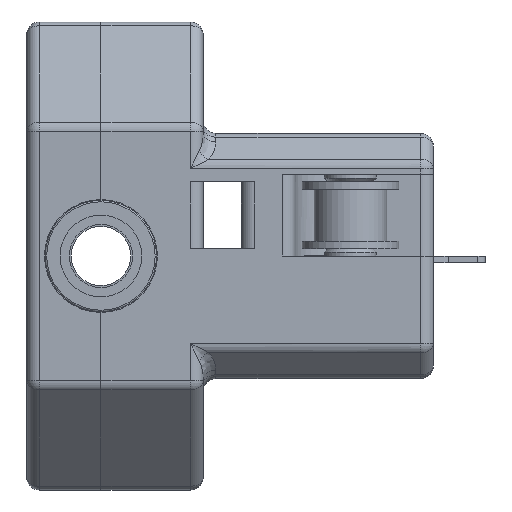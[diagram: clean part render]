
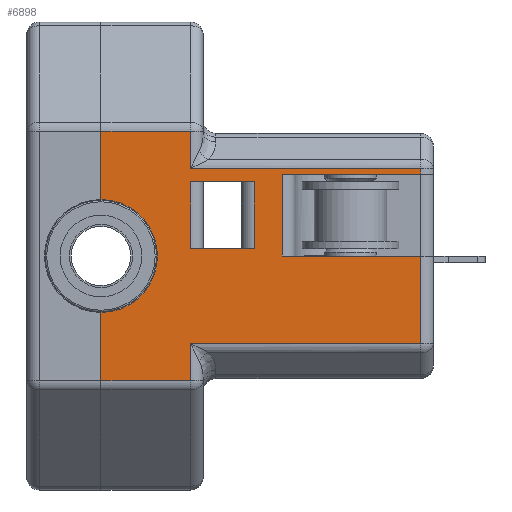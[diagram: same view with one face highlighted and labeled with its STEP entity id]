
A CAD part, front view. The second image highlights one B-rep face of the part: STEP entity #6898.
In plain terms, the highlighted planar face has unit normal (0, -1, 0).
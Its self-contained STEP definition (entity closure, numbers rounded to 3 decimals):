
#219=LINE('',#11047,#770);
#222=LINE('',#11059,#773);
#238=LINE('',#11136,#789);
#283=LINE('',#11257,#834);
#284=LINE('',#11261,#835);
#287=LINE('',#11275,#838);
#288=LINE('',#11277,#839);
#289=LINE('',#11279,#840);
#290=LINE('',#11283,#841);
#291=LINE('',#11285,#842);
#292=LINE('',#11286,#843);
#293=LINE('',#11288,#844);
#294=LINE('',#11289,#845);
#295=LINE('',#11292,#846);
#296=LINE('',#11294,#847);
#297=LINE('',#11296,#848);
#298=LINE('',#11297,#849);
#770=VECTOR('',#8892,10.);
#773=VECTOR('',#8903,10.);
#789=VECTOR('',#8997,10.);
#834=VECTOR('',#9102,10.);
#835=VECTOR('',#9107,10.);
#838=VECTOR('',#9120,10.);
#839=VECTOR('',#9121,10.);
#840=VECTOR('',#9122,10.);
#841=VECTOR('',#9125,10.);
#842=VECTOR('',#9126,1.7);
#843=VECTOR('',#9127,10.);
#844=VECTOR('',#9128,10.);
#845=VECTOR('',#9129,10.);
#846=VECTOR('',#9130,10.);
#847=VECTOR('',#9131,10.);
#848=VECTOR('',#9132,10.);
#849=VECTOR('',#9133,10.);
#1468=FACE_BOUND('',#2144,.T.);
#1675=FACE_OUTER_BOUND('',#2143,.T.);
#2143=EDGE_LOOP('',(#5274,#5275,#5276,#5277,#5278,#5279,#5280,#5281,#5282,
#5283,#5284,#5285,#5286,#5287));
#2144=EDGE_LOOP('',(#5288,#5289,#5290,#5291));
#2682=CIRCLE('',#7633,7.6);
#3060=VERTEX_POINT('',#11044);
#3061=VERTEX_POINT('',#11046);
#3063=VERTEX_POINT('',#11052);
#3066=VERTEX_POINT('',#11057);
#3088=VERTEX_POINT('',#11134);
#3134=VERTEX_POINT('',#11256);
#3135=VERTEX_POINT('',#11260);
#3141=VERTEX_POINT('',#11274);
#3142=VERTEX_POINT('',#11276);
#3143=VERTEX_POINT('',#11278);
#3144=VERTEX_POINT('',#11280);
#3145=VERTEX_POINT('',#11282);
#3146=VERTEX_POINT('',#11284);
#3147=VERTEX_POINT('',#11287);
#3148=VERTEX_POINT('',#11290);
#3149=VERTEX_POINT('',#11291);
#3150=VERTEX_POINT('',#11293);
#3151=VERTEX_POINT('',#11295);
#3783=EDGE_CURVE('',#3060,#3061,#219,.T.);
#3789=EDGE_CURVE('',#3066,#3063,#222,.T.);
#3828=EDGE_CURVE('',#3066,#3088,#238,.T.);
#3888=EDGE_CURVE('',#3134,#3061,#283,.T.);
#3890=EDGE_CURVE('',#3135,#3063,#284,.T.);
#3897=EDGE_CURVE('',#3141,#3088,#287,.T.);
#3898=EDGE_CURVE('',#3142,#3141,#288,.T.);
#3899=EDGE_CURVE('',#3143,#3142,#289,.T.);
#3900=EDGE_CURVE('',#3143,#3144,#2682,.T.);
#3901=EDGE_CURVE('',#3145,#3144,#290,.T.);
#3902=EDGE_CURVE('',#3146,#3145,#291,.T.);
#3903=EDGE_CURVE('',#3134,#3146,#292,.T.);
#3904=EDGE_CURVE('',#3060,#3147,#293,.T.);
#3905=EDGE_CURVE('',#3135,#3147,#294,.T.);
#3906=EDGE_CURVE('',#3148,#3149,#295,.T.);
#3907=EDGE_CURVE('',#3150,#3149,#296,.T.);
#3908=EDGE_CURVE('',#3150,#3151,#297,.T.);
#3909=EDGE_CURVE('',#3148,#3151,#298,.T.);
#5274=ORIENTED_EDGE('',*,*,#3789,.F.);
#5275=ORIENTED_EDGE('',*,*,#3828,.T.);
#5276=ORIENTED_EDGE('',*,*,#3897,.F.);
#5277=ORIENTED_EDGE('',*,*,#3898,.F.);
#5278=ORIENTED_EDGE('',*,*,#3899,.F.);
#5279=ORIENTED_EDGE('',*,*,#3900,.T.);
#5280=ORIENTED_EDGE('',*,*,#3901,.F.);
#5281=ORIENTED_EDGE('',*,*,#3902,.F.);
#5282=ORIENTED_EDGE('',*,*,#3903,.F.);
#5283=ORIENTED_EDGE('',*,*,#3888,.T.);
#5284=ORIENTED_EDGE('',*,*,#3783,.F.);
#5285=ORIENTED_EDGE('',*,*,#3904,.T.);
#5286=ORIENTED_EDGE('',*,*,#3905,.F.);
#5287=ORIENTED_EDGE('',*,*,#3890,.T.);
#5288=ORIENTED_EDGE('',*,*,#3906,.T.);
#5289=ORIENTED_EDGE('',*,*,#3907,.F.);
#5290=ORIENTED_EDGE('',*,*,#3908,.T.);
#5291=ORIENTED_EDGE('',*,*,#3909,.F.);
#6536=PLANE('',#7632);
#6898=ADVANCED_FACE('',(#1675,#1468),#6536,.T.);
#7632=AXIS2_PLACEMENT_3D('',#11273,#9118,#9119);
#7633=AXIS2_PLACEMENT_3D('',#11281,#9123,#9124);
#8892=DIRECTION('',(0.,0.,-1.));
#8903=DIRECTION('',(0.,0.,-1.));
#8997=DIRECTION('',(-1.,0.,0.));
#9102=DIRECTION('',(1.,0.,0.));
#9107=DIRECTION('',(1.,0.,0.));
#9118=DIRECTION('center_axis',(0.,-1.,0.));
#9119=DIRECTION('ref_axis',(0.,0.,-1.));
#9120=DIRECTION('',(0.,0.,-1.));
#9121=DIRECTION('',(1.,0.,0.));
#9122=DIRECTION('',(0.,0.,1.));
#9123=DIRECTION('center_axis',(0.,1.,0.));
#9124=DIRECTION('ref_axis',(-1.,0.,0.));
#9125=DIRECTION('',(0.,0.,1.));
#9126=DIRECTION('',(-1.,0.,0.));
#9127=DIRECTION('',(0.,0.,-1.));
#9128=DIRECTION('',(-1.,0.,0.));
#9129=DIRECTION('',(0.,0.,-1.));
#9130=DIRECTION('',(-1.,0.,0.));
#9131=DIRECTION('',(0.,0.,-1.));
#9132=DIRECTION('',(1.,0.,0.));
#9133=DIRECTION('',(0.,0.,1.));
#11044=CARTESIAN_POINT('',(43.05,-17.5,0.));
#11046=CARTESIAN_POINT('',(43.05,-17.5,-11.796));
#11047=CARTESIAN_POINT('',(43.05,-17.5,11.75));
#11052=CARTESIAN_POINT('',(43.05,-17.5,11.));
#11057=CARTESIAN_POINT('',(43.05,-17.5,11.796));
#11059=CARTESIAN_POINT('',(43.05,-17.5,11.75));
#11134=CARTESIAN_POINT('',(12.065,-17.5,11.796));
#11136=CARTESIAN_POINT('',(-0.25,-17.5,11.796));
#11256=CARTESIAN_POINT('',(12.065,-17.5,-11.796));
#11257=CARTESIAN_POINT('',(-0.25,-17.5,-11.796));
#11260=CARTESIAN_POINT('',(24.385,-17.5,11.));
#11261=CARTESIAN_POINT('',(17.366,-17.5,11.));
#11273=CARTESIAN_POINT('Origin',(-0.25,-17.5,12.5));
#11274=CARTESIAN_POINT('',(12.065,-17.5,16.796));
#11275=CARTESIAN_POINT('',(12.065,-17.5,17.25));
#11276=CARTESIAN_POINT('',(0.,-17.5,16.796));
#11277=CARTESIAN_POINT('',(-0.25,-17.5,16.796));
#11278=CARTESIAN_POINT('',(0.,-17.5,7.6));
#11279=CARTESIAN_POINT('',(0.,-17.5,6.25));
#11280=CARTESIAN_POINT('',(0.,-17.5,-7.6));
#11281=CARTESIAN_POINT('Origin',(0.,-17.5,0.));
#11282=CARTESIAN_POINT('',(0.,-17.5,-16.796));
#11283=CARTESIAN_POINT('',(0.,-17.5,6.25));
#11284=CARTESIAN_POINT('',(12.065,-17.5,-16.796));
#11285=CARTESIAN_POINT('',(-0.25,-17.5,-16.796));
#11286=CARTESIAN_POINT('',(12.065,-17.5,-4.75));
#11287=CARTESIAN_POINT('',(24.385,-17.5,0.));
#11288=CARTESIAN_POINT('',(17.366,-17.5,0.));
#11289=CARTESIAN_POINT('',(24.385,-17.5,11.75));
#11290=CARTESIAN_POINT('',(20.615,-17.5,1.));
#11291=CARTESIAN_POINT('',(12.065,-17.5,1.));
#11292=CARTESIAN_POINT('',(9.439,-17.5,1.));
#11293=CARTESIAN_POINT('',(12.065,-17.5,10.));
#11294=CARTESIAN_POINT('',(12.065,-17.5,6.75));
#11295=CARTESIAN_POINT('',(20.615,-17.5,10.));
#11296=CARTESIAN_POINT('',(9.439,-17.5,10.));
#11297=CARTESIAN_POINT('',(20.615,-17.5,6.75));
